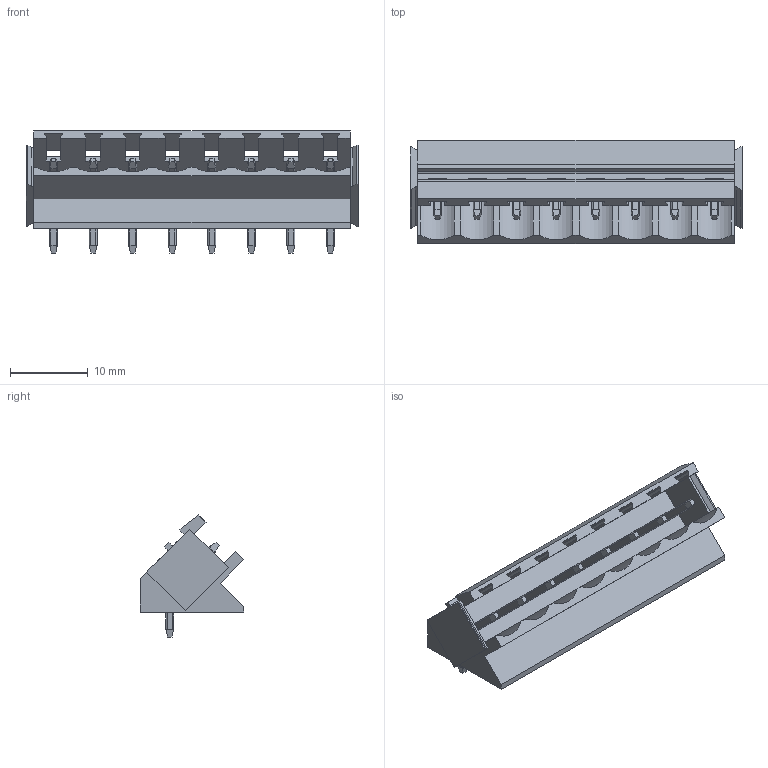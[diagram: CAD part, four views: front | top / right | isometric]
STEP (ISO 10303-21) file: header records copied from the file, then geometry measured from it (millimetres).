
FILE_DESCRIPTION(('CATIA V5 STEP Exchange','CAx-IF Rec.Pracs.--- Model Styling and Organization---1.2---2011-12-15'),'2;1');
FILE_NAME ('D1453238_0_1605590000_1605590000.stp','2018-10-10T04:58:52+00:00',('none'),('Weidmueller'),'CATIA Version 5-6 Release 2014','CATIA V5 STEP AP214','none');
FILE_SCHEMA(('AUTOMOTIVE_DESIGN { 1 0 10303 214 1 1 1 1 }'));
Length unit declared in the file: millimetre
Products named in the file (1): 1605590000
Bounding box: 42.64 x 13.3 x 15.67 mm (x, y, z)
Volume: 2583.6 mm3; surface area: 3569.1 mm2
Topology: 9 solids, 9 shells, 438 faces, 1200 edges, 764 vertices
Faces by surface type: plane 300, cylinder 138
Entity records: 15252 total; most frequent: CARTESIAN_POINT 5078, ORIENTED_EDGE 2400, DIRECTION 1602, EDGE_CURVE 1200, VECTOR 924, LINE 924, VERTEX_POINT 764, EDGE_LOOP 454
